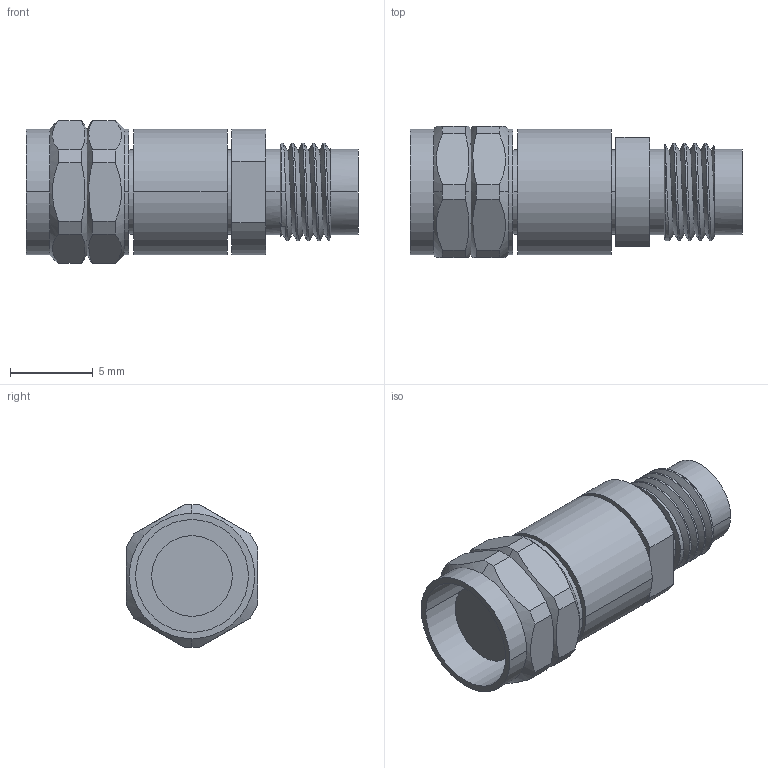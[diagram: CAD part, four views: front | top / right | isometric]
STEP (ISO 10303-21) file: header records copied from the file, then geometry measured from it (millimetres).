
FILE_DESCRIPTION (( 'STEP AP203' ), '1' );
FILE_NAME ('CT-VFVM-LN1.STEP', '2019-04-23T22:57:30', ( '' ), ( '' ), 'SwSTEP 2.0', 'SolidWorks 2016', '' );
FILE_SCHEMA (( 'CONFIG_CONTROL_DESIGN' ));
Length unit declared in the file: inch
Products named in the file (1): CT-VFVM-LN1
Bounding box: 20.07 x 7.92 x 8.64 mm (x, y, z)
Volume: 697.7 mm3; surface area: 808.7 mm2
Topology: 1 solids, 1 shells, 87 faces, 227 edges, 150 vertices
Faces by surface type: plane 39, cylinder 32, cone 14, bspline 2
Entity records: 3419 total; most frequent: CARTESIAN_POINT 1334, ORIENTED_EDGE 454, DIRECTION 376, EDGE_CURVE 227, VERTEX_POINT 150, AXIS2_PLACEMENT_3D 149, EDGE_LOOP 95, FACE_OUTER_BOUND 87
